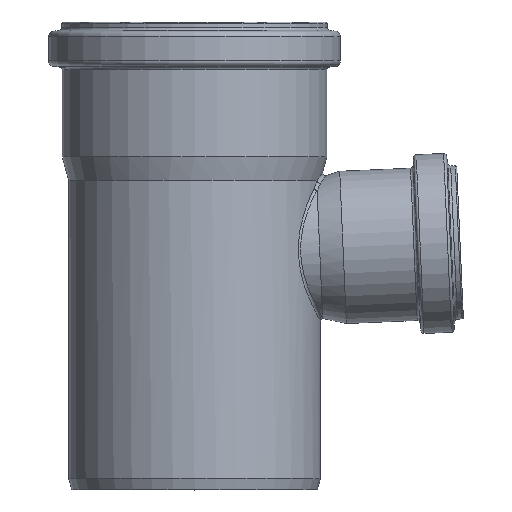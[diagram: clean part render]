
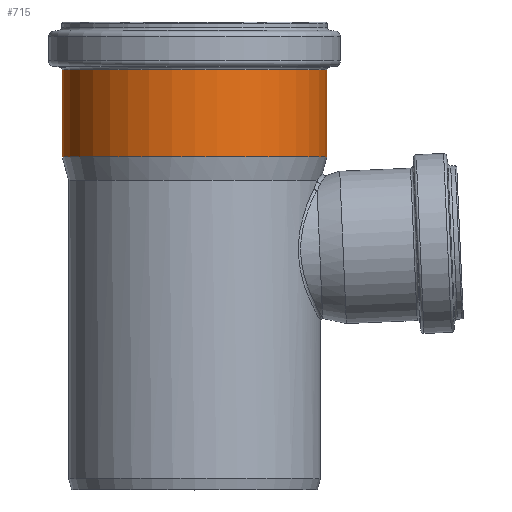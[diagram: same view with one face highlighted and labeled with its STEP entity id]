
A CAD part, top view. The second image highlights one B-rep face of the part: STEP entity #715.
In plain terms, the highlighted cylindrical face has radius 47.35 mm (diameter 94.7 mm), a full revolution.
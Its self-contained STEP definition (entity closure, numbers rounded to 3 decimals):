
#72=FACE_BOUND('',#315,.T.);
#112=CIRCLE('',#747,47.35);
#143=CIRCLE('',#809,47.35);
#176=CYLINDRICAL_SURFACE('',#808,47.35);
#221=FACE_OUTER_BOUND('',#314,.T.);
#314=EDGE_LOOP('',(#621));
#315=EDGE_LOOP('',(#622));
#396=VERTEX_POINT('',#1607);
#427=VERTEX_POINT('',#1766);
#470=EDGE_CURVE('',#396,#396,#112,.T.);
#502=EDGE_CURVE('',#427,#427,#143,.T.);
#621=ORIENTED_EDGE('',*,*,#502,.F.);
#622=ORIENTED_EDGE('',*,*,#470,.T.);
#715=ADVANCED_FACE('',(#221,#72),#176,.T.);
#747=AXIS2_PLACEMENT_3D('',#1608,#868,#869);
#808=AXIS2_PLACEMENT_3D('',#1765,#990,#991);
#809=AXIS2_PLACEMENT_3D('',#1767,#992,#993);
#868=DIRECTION('center_axis',(0.,1.,0.));
#869=DIRECTION('ref_axis',(1.,0.,0.));
#990=DIRECTION('center_axis',(0.,1.,0.));
#991=DIRECTION('ref_axis',(-1.,0.,0.));
#992=DIRECTION('center_axis',(0.,1.,0.));
#993=DIRECTION('ref_axis',(1.,0.,0.));
#1607=CARTESIAN_POINT('',(-47.35,119.224,0.));
#1608=CARTESIAN_POINT('Origin',(0.,119.224,0.));
#1765=CARTESIAN_POINT('Origin',(0.,134.831,
0.));
#1766=CARTESIAN_POINT('',(-47.35,150.438,0.));
#1767=CARTESIAN_POINT('Origin',(0.,150.438,
0.));
